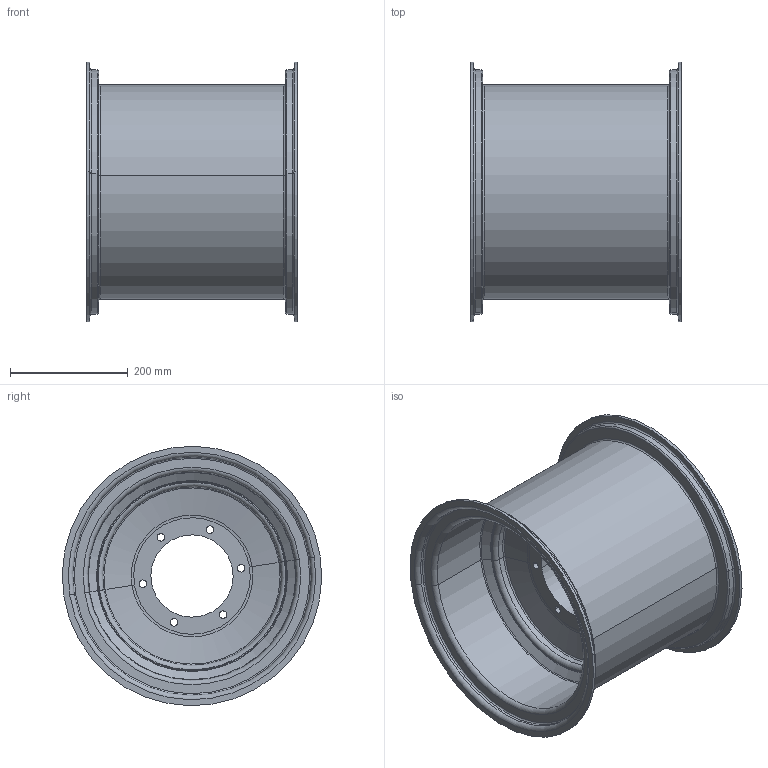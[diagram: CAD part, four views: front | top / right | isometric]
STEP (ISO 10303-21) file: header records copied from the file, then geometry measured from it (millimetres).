
FILE_DESCRIPTION (( 'STEP AP203' ), '1' );
FILE_NAME ('RFWheelHub_Primary.STEP', '2023-07-27T05:57:08', ( '' ), ( '' ), 'SwSTEP 2.0', 'SolidWorks 2021', '' );
FILE_SCHEMA (( 'CONFIG_CONTROL_DESIGN' ));
Length unit declared in the file: centimetre
Products named in the file (4): RFWheelHub_Primary; Part 2-4; Front Axle Assembly _1_; Wheel and Tire _1_
Assembly tree (3 placements, depth 4):
  RFWheelHub_Primary
    Front Axle Assembly _1_
      Wheel and Tire _1_
        Part 2-4
Bounding box: 356.87 x 440.61 x 440.61 mm (x, y, z)
Volume: 6785997.1 mm3; surface area: 1099200.9 mm2
Topology: 1 solids, 1 shells, 100 faces, 212 edges, 124 vertices
Faces by surface type: torus 44, cylinder 36, plane 12, cone 8
Entity records: 3178 total; most frequent: DIRECTION 596, CARTESIAN_POINT 444, ORIENTED_EDGE 424, AXIS2_PLACEMENT_3D 276, EDGE_CURVE 212, CIRCLE 168, VERTEX_POINT 124, EDGE_LOOP 124
